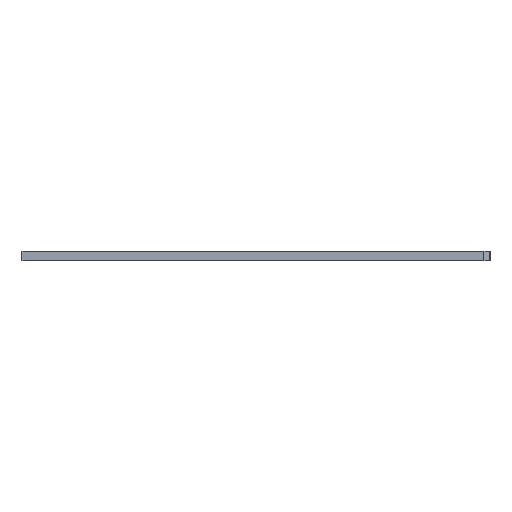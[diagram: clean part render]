
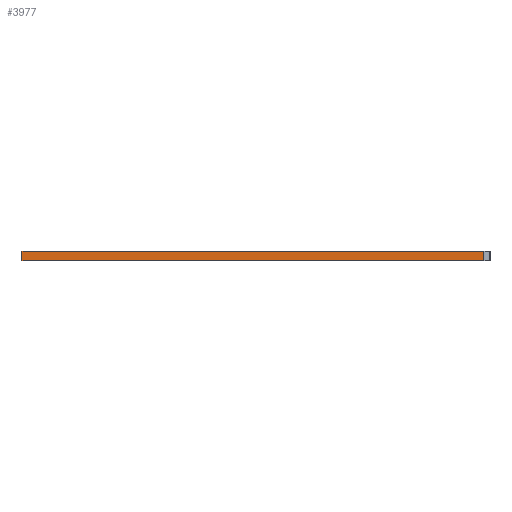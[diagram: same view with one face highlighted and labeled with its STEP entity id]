
A CAD part, left-side view. The second image highlights one B-rep face of the part: STEP entity #3977.
In plain terms, the highlighted planar face has unit normal (-1, 0, 0).
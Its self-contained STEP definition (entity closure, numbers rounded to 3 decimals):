
#134=PLANE('',#4459);
#235=FACE_OUTER_BOUND('',#522,.T.);
#522=EDGE_LOOP('',(#3212,#3213,#3214,#3215));
#671=LINE('',#5879,#1010);
#819=LINE('',#6487,#1158);
#863=LINE('',#6772,#1202);
#865=LINE('',#6775,#1204);
#1010=VECTOR('',#4618,10.);
#1158=VECTOR('',#5184,10.);
#1202=VECTOR('',#5430,10.);
#1204=VECTOR('',#5434,10.);
#1608=VERTEX_POINT('',#5876);
#1609=VERTEX_POINT('',#5878);
#1859=VERTEX_POINT('',#6484);
#1860=VERTEX_POINT('',#6486);
#2007=EDGE_CURVE('',#1609,#1608,#671,.T.);
#2311=EDGE_CURVE('',#1859,#1860,#819,.T.);
#2455=EDGE_CURVE('',#1609,#1859,#863,.T.);
#2457=EDGE_CURVE('',#1608,#1860,#865,.T.);
#3212=ORIENTED_EDGE('',*,*,#2455,.F.);
#3213=ORIENTED_EDGE('',*,*,#2007,.T.);
#3214=ORIENTED_EDGE('',*,*,#2457,.T.);
#3215=ORIENTED_EDGE('',*,*,#2311,.F.);
#3977=ADVANCED_FACE('',(#235),#134,.T.);
#4459=AXIS2_PLACEMENT_3D('',#6774,#5432,#5433);
#4618=DIRECTION('',(0.,1.,0.));
#5184=DIRECTION('',(0.,1.,0.));
#5430=DIRECTION('',(0.,0.,-1.));
#5432=DIRECTION('center_axis',(-1.,0.,0.));
#5433=DIRECTION('ref_axis',(0.,-1.,0.));
#5434=DIRECTION('',(0.,0.,-1.));
#5876=CARTESIAN_POINT('',(-191.137,56.688,1.5));
#5878=CARTESIAN_POINT('',(-191.137,-19.812,1.5));
#5879=CARTESIAN_POINT('',(-191.137,56.688,1.5));
#6484=CARTESIAN_POINT('',(-191.137,-19.812,0.));
#6486=CARTESIAN_POINT('',(-191.137,56.688,0.));
#6487=CARTESIAN_POINT('',(-191.137,-21.312,0.));
#6772=CARTESIAN_POINT('',(-191.137,-19.812,0.375));
#6774=CARTESIAN_POINT('Origin',(-191.137,56.688,0.));
#6775=CARTESIAN_POINT('',(-191.137,56.688,1.5));
